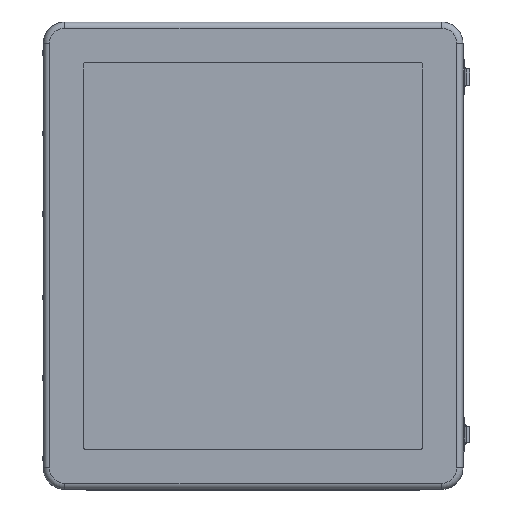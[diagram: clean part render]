
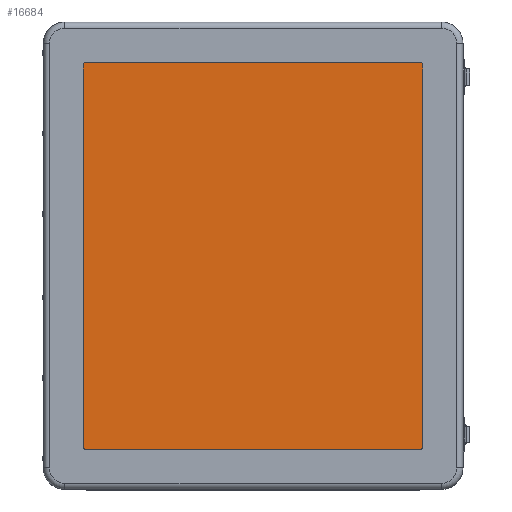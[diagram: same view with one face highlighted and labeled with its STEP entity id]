
A CAD part, top view. The second image highlights one B-rep face of the part: STEP entity #16684.
In plain terms, the highlighted planar face has unit normal (0, 0, 1).
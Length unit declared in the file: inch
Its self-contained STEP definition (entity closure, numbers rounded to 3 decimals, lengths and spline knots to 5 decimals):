
#755=LINE($,#27472,#2084);
#758=LINE($,#27480,#2087);
#761=LINE($,#27488,#2090);
#763=LINE($,#27494,#2092);
#2084=VECTOR($,#20899,16.);
#2087=VECTOR($,#20908,14.);
#2090=VECTOR($,#20917,16.);
#2092=VECTOR($,#20925,14.);
#3241=PLANE($,#18055);
#4782=FACE_OUTER_BOUND($,#5846,.T.);
#5846=EDGE_LOOP($,(#12972,#12973,#12974,#12975,#12976,#12977,#12978,#12979));
#7114=CIRCLE($,#18044,0.125);
#7115=CIRCLE($,#18047,0.125);
#7116=CIRCLE($,#18050,0.125);
#7117=CIRCLE($,#18053,0.125);
#8093=VERTEX_POINT($,#27464);
#8094=VERTEX_POINT($,#27466);
#8095=VERTEX_POINT($,#27470);
#8096=VERTEX_POINT($,#27474);
#8097=VERTEX_POINT($,#27478);
#8098=VERTEX_POINT($,#27482);
#8099=VERTEX_POINT($,#27486);
#8100=VERTEX_POINT($,#27490);
#9945=EDGE_CURVE($,#8093,#8094,#7114,.T.);
#9948=EDGE_CURVE($,#8095,#8093,#755,.T.);
#9950=EDGE_CURVE($,#8096,#8095,#7115,.T.);
#9952=EDGE_CURVE($,#8097,#8096,#758,.T.);
#9954=EDGE_CURVE($,#8098,#8097,#7116,.T.);
#9956=EDGE_CURVE($,#8099,#8098,#761,.T.);
#9958=EDGE_CURVE($,#8100,#8099,#7117,.T.);
#9959=EDGE_CURVE($,#8094,#8100,#763,.T.);
#12972=ORIENTED_EDGE($,*,*,#9959,.F.);
#12973=ORIENTED_EDGE($,*,*,#9945,.F.);
#12974=ORIENTED_EDGE($,*,*,#9948,.F.);
#12975=ORIENTED_EDGE($,*,*,#9950,.F.);
#12976=ORIENTED_EDGE($,*,*,#9952,.F.);
#12977=ORIENTED_EDGE($,*,*,#9954,.F.);
#12978=ORIENTED_EDGE($,*,*,#9956,.F.);
#12979=ORIENTED_EDGE($,*,*,#9958,.F.);
#16684=ADVANCED_FACE($,(#4782),#3241,.T.);
#18044=AXIS2_PLACEMENT_3D($,#27467,#20893,#20894);
#18047=AXIS2_PLACEMENT_3D($,#27476,#20903,#20904);
#18050=AXIS2_PLACEMENT_3D($,#27484,#20912,#20913);
#18053=AXIS2_PLACEMENT_3D($,#27492,#20921,#20922);
#18055=AXIS2_PLACEMENT_3D($,#27495,#20926,#20927);
#20893=DIRECTION('center_axis',(0.,0.,-1.));
#20894=DIRECTION('ref_axis',(0.,-1.,0.));
#20899=DIRECTION($,(0.,1.,0.));
#20903=DIRECTION('center_axis',(0.,0.,-1.));
#20904=DIRECTION('ref_axis',(1.,0.,0.));
#20908=DIRECTION($,(-1.,0.,0.));
#20912=DIRECTION('center_axis',(0.,0.,-1.));
#20913=DIRECTION('ref_axis',(0.,1.,0.));
#20917=DIRECTION($,(0.,-1.,0.));
#20921=DIRECTION('center_axis',(0.,0.,-1.));
#20922=DIRECTION('ref_axis',(-1.,0.,0.));
#20925=DIRECTION($,(1.,0.,0.));
#20926=DIRECTION('center_axis',(0.,0.,1.));
#20927=DIRECTION('ref_axis',(1.,0.,0.));
#27464=CARTESIAN_POINT('',(-7.125,8.,0.));
#27466=CARTESIAN_POINT('',(-7.,8.125,0.));
#27467=CARTESIAN_POINT('Origin',(-7.,8.,0.));
#27470=CARTESIAN_POINT('',(-7.125,-8.,0.));
#27472=CARTESIAN_POINT($,(-7.125,-8.,0.));
#27474=CARTESIAN_POINT('',(-7.,-8.125,0.));
#27476=CARTESIAN_POINT('Origin',(-7.,-8.,0.));
#27478=CARTESIAN_POINT('',(7.,-8.125,0.));
#27480=CARTESIAN_POINT($,(7.,-8.125,0.));
#27482=CARTESIAN_POINT('',(7.125,-8.,0.));
#27484=CARTESIAN_POINT('Origin',(7.,-8.,0.));
#27486=CARTESIAN_POINT('',(7.125,8.,0.));
#27488=CARTESIAN_POINT($,(7.125,8.,0.));
#27490=CARTESIAN_POINT('',(7.,8.125,0.));
#27492=CARTESIAN_POINT('Origin',(7.,8.,0.));
#27494=CARTESIAN_POINT($,(-7.,8.125,0.));
#27495=CARTESIAN_POINT('Origin',(0.,0.,0.));
